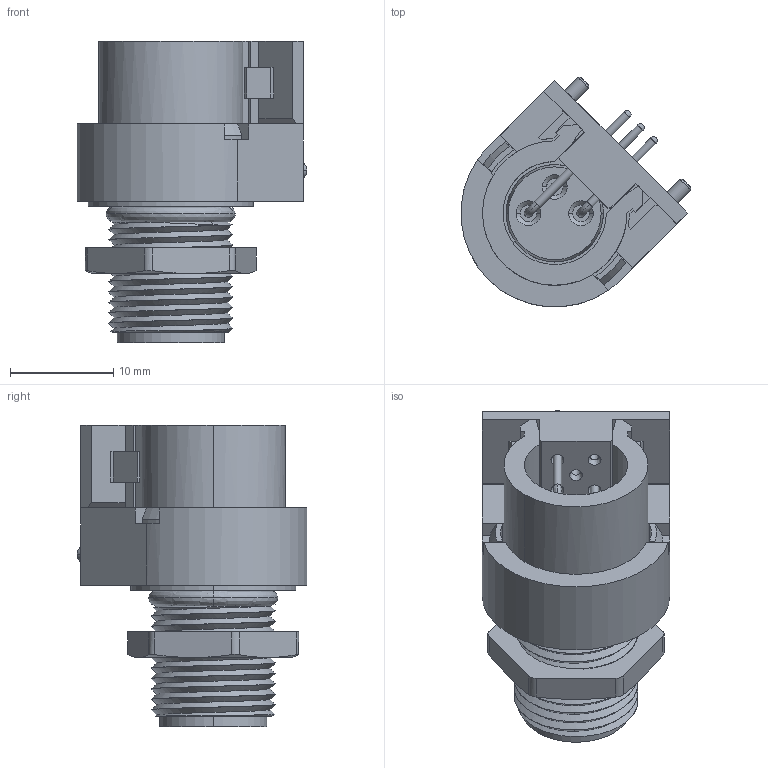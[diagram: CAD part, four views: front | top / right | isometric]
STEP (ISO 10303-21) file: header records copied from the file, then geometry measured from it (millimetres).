
FILE_DESCRIPTION (( 'STEP AP214' ), '1' );
FILE_NAME ('wp-03m2-47-11.STEP', '2015-07-15T15:29:39', ( '' ), ( '' ), 'SwSTEP 2.0', 'SolidWorks 2014', '' );
FILE_SCHEMA (( 'AUTOMOTIVE_DESIGN' ));
Length unit declared in the file: millimetre
Products named in the file (11): wp-03m2-47-11; QC2503-OY-WP0088; ON-WP0097; OY-WP0757-10-QC6793; OY-WP4681-10-QC6528; OY-WP4679-10-QC6528_1; OY-WP4679-10-QC6528; ON-WP0418-01-QC6046; ON-WP0417-01-QC6045; OY-WP0678-10-QC6527; QC3226-ON-WP0110
Assembly tree (10 placements, depth 2):
  wp-03m2-47-11
    QC3226-ON-WP0110
    OY-WP0678-10-QC6527
    ON-WP0417-01-QC6045
    ON-WP0418-01-QC6046
    OY-WP4679-10-QC6528
    OY-WP4679-10-QC6528_1
    OY-WP4681-10-QC6528
    OY-WP0757-10-QC6793
    ON-WP0097
    QC2503-OY-WP0088
Bounding box: 22.25 x 22.25 x 29.2 mm (x, y, z)
Volume: 3511.4 mm3; surface area: 6009.2 mm2
Topology: 10 solids, 10 shells, 365 faces, 1013 edges, 670 vertices
Faces by surface type: plane 143, cylinder 134, cone 60, bspline 28
Entity records: 19115 total; most frequent: CARTESIAN_POINT 9449, ORIENTED_EDGE 1998, DIRECTION 1843, EDGE_CURVE 999, AXIS2_PLACEMENT_3D 677, VERTEX_POINT 670, VECTOR 489, LINE 489
